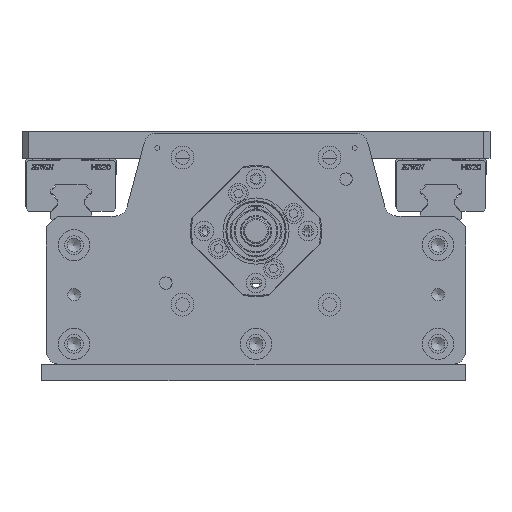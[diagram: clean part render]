
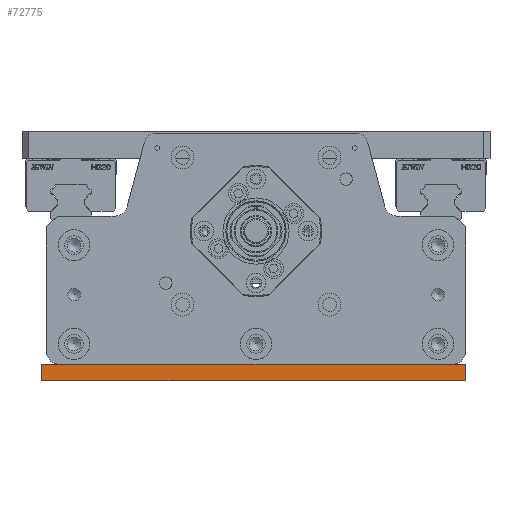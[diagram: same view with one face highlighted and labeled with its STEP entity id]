
A CAD part, front view. The second image highlights one B-rep face of the part: STEP entity #72775.
In plain terms, the highlighted planar face has unit normal (0, -1, 0).
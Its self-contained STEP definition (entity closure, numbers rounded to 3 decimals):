
#72578=CARTESIAN_POINT('',(207.25,-915.,8.));
#72579=VERTEX_POINT('',#72578);
#72586=CARTESIAN_POINT('',(213.25,-915.0,8.));
#72587=VERTEX_POINT('',#72586);
#72588=CARTESIAN_POINT('',(207.25,-915.,8.));
#72589=DIRECTION('',(1.0,0.0,0.0));
#72590=VECTOR('',#72589,6.);
#72591=LINE('',#72588,#72590);
#72592=EDGE_CURVE('',#72579,#72587,#72591,.T.);
#72616=CARTESIAN_POINT('',(17.75,-915.,8.));
#72617=VERTEX_POINT('',#72616);
#72632=CARTESIAN_POINT('',(9.5,-915.0,8.));
#72633=VERTEX_POINT('',#72632);
#72640=CARTESIAN_POINT('',(9.5,-915.0,8.));
#72641=DIRECTION('',(1.0,0.0,0.0));
#72642=VECTOR('',#72641,8.25);
#72643=LINE('',#72640,#72642);
#72644=EDGE_CURVE('',#72633,#72617,#72643,.T.);
#72664=CARTESIAN_POINT('',(213.25,-915.0,0.));
#72665=VERTEX_POINT('',#72664);
#72672=CARTESIAN_POINT('',(9.5,-915.0,0.));
#72673=VERTEX_POINT('',#72672);
#72674=CARTESIAN_POINT('',(9.5,-915.0,0.));
#72675=DIRECTION('',(1.0,0.0,0.0));
#72676=VECTOR('',#72675,203.75);
#72677=LINE('',#72674,#72676);
#72678=EDGE_CURVE('',#72673,#72665,#72677,.T.);
#72723=CARTESIAN_POINT('',(9.5,-915.0,8.));
#72724=DIRECTION('',(0.0,0.0,-1.0));
#72725=VECTOR('',#72724,8.);
#72726=LINE('',#72723,#72725);
#72727=EDGE_CURVE('',#72633,#72673,#72726,.T.);
#72752=CARTESIAN_POINT('',(3.25,-915.0,-2.));
#72753=DIRECTION('',(0.0,-1.0,0.0));
#72754=DIRECTION('',(1.0,0.0,0.0));
#72755=AXIS2_PLACEMENT_3D('',#72752,#72753,#72754);
#72756=PLANE('',#72755);
#72757=ORIENTED_EDGE('',*,*,#72678,.T.);
#72758=CARTESIAN_POINT('',(213.25,-915.0,0.));
#72759=DIRECTION('',(0.0,0.0,1.0));
#72760=VECTOR('',#72759,8.);
#72761=LINE('',#72758,#72760);
#72762=EDGE_CURVE('',#72665,#72587,#72761,.T.);
#72763=ORIENTED_EDGE('',*,*,#72762,.T.);
#72764=ORIENTED_EDGE('',*,*,#72592,.F.);
#72765=CARTESIAN_POINT('',(17.75,-915.,8.));
#72766=DIRECTION('',(1.0,0.0,0.0));
#72767=VECTOR('',#72766,189.5);
#72768=LINE('',#72765,#72767);
#72769=EDGE_CURVE('',#72617,#72579,#72768,.T.);
#72770=ORIENTED_EDGE('',*,*,#72769,.F.);
#72771=ORIENTED_EDGE('',*,*,#72644,.F.);
#72772=ORIENTED_EDGE('',*,*,#72727,.T.);
#72773=EDGE_LOOP('',(#72757,#72763,#72764,#72770,#72771,#72772));
#72774=FACE_OUTER_BOUND('',#72773,.T.);
#72775=ADVANCED_FACE('',(#72774),#72756,.T.);
